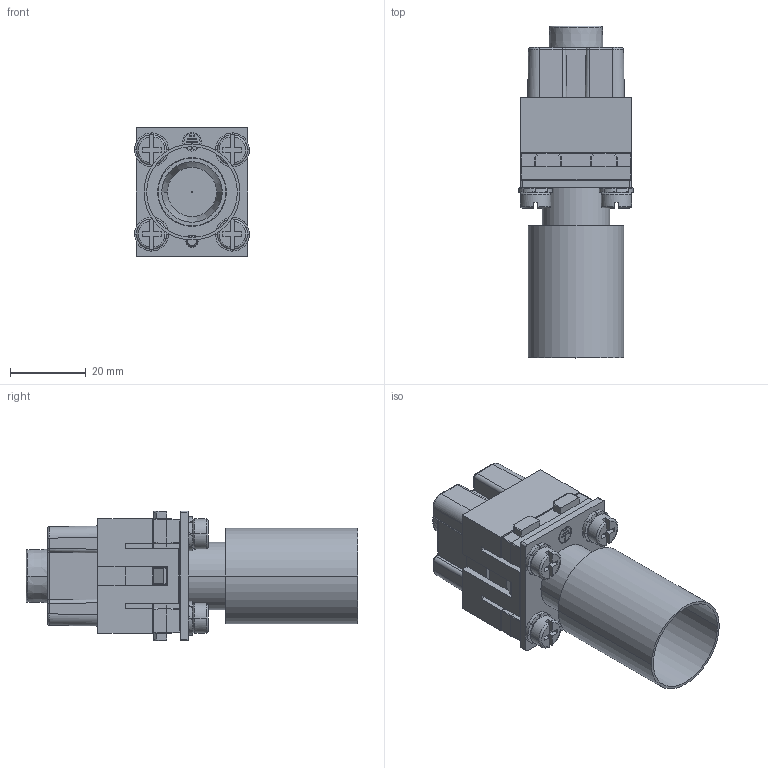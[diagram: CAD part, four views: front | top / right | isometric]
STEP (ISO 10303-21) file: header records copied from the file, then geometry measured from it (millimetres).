
FILE_DESCRIPTION((''),'2;1');
FILE_NAME('3D_1290010210001_H2MKPE-001_1-F','2017-06-06T',('tl.yang'),(''),'PRO/ENGINEER BY PARAMETRIC TECHNOLOGY CORPORATION, 2011500','PRO/ENGINEER BY PARAMETRIC TECHNOLOGY CORPORATION, 2011500','');
FILE_SCHEMA(('CONFIG_CONTROL_DESIGN'));
Products named in the file (1): 3D_1290010210001_H2MKPE-001_1-F
Bounding box: 30.4 x 87.9 x 34.4 mm (x, y, z)
Volume: 26363.5 mm3; surface area: 29175.1 mm2
Topology: 3 solids, 4 shells, 1216 faces, 3314 edges, 2085 vertices
Faces by surface type: plane 444, cylinder 315, bspline 230, cone 129, torus 54, sphere 40, extrusion 4
Entity records: 57527 total; most frequent: CARTESIAN_POINT 28583, ORIENTED_EDGE 6544, DIRECTION 5309, EDGE_CURVE 3272, VERTEX_POINT 2085, AXIS2_PLACEMENT_3D 1885, VECTOR 1539, LINE 1535
